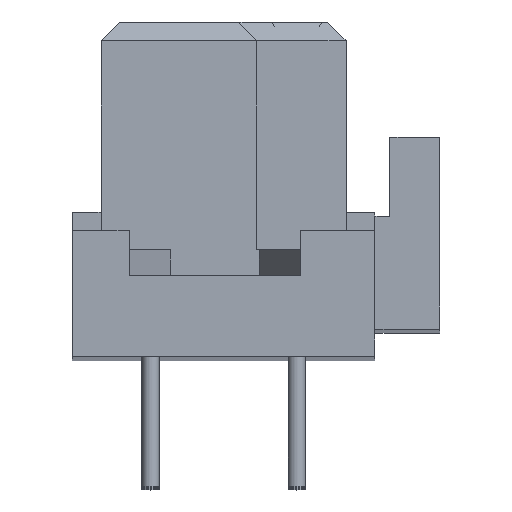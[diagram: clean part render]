
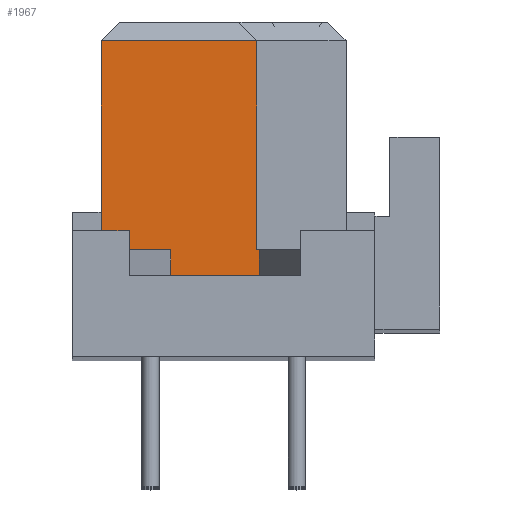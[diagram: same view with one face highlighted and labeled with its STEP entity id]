
A CAD part, top view. The second image highlights one B-rep face of the part: STEP entity #1967.
In plain terms, the highlighted planar face has unit normal (0, 0, 1).
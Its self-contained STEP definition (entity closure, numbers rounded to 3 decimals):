
#1967=ADVANCED_FACE('',(#2779),#2375,.T.);
#2375=PLANE('',#10289);
#2779=FACE_OUTER_BOUND('',#3322,.T.);
#3322=EDGE_LOOP('',(#4705,#4706,#4707,#4708,#4709,#4710,#4711,#4712));
#4705=ORIENTED_EDGE('',*,*,#7128,.T.);
#4706=ORIENTED_EDGE('',*,*,#7105,.T.);
#4707=ORIENTED_EDGE('',*,*,#7102,.T.);
#4708=ORIENTED_EDGE('',*,*,#7129,.T.);
#4709=ORIENTED_EDGE('',*,*,#7008,.T.);
#4710=ORIENTED_EDGE('',*,*,#7020,.F.);
#4711=ORIENTED_EDGE('',*,*,#7125,.F.);
#4712=ORIENTED_EDGE('',*,*,#7127,.T.);
#6110=VERTEX_POINT('',#13685);
#6111=VERTEX_POINT('',#13686);
#6117=VERTEX_POINT('',#13707);
#6178=VERTEX_POINT('',#13885);
#6179=VERTEX_POINT('',#13886);
#6180=VERTEX_POINT('',#13891);
#6188=VERTEX_POINT('',#13927);
#6189=VERTEX_POINT('',#13931);
#7008=EDGE_CURVE('',#6110,#6111,#8066,.T.);
#7020=EDGE_CURVE('',#6117,#6111,#8078,.T.);
#7102=EDGE_CURVE('',#6178,#6179,#8148,.T.);
#7105=EDGE_CURVE('',#6180,#6178,#8151,.T.);
#7125=EDGE_CURVE('',#6188,#6117,#8171,.T.);
#7127=EDGE_CURVE('',#6188,#6189,#8173,.T.);
#7128=EDGE_CURVE('',#6189,#6180,#8174,.T.);
#7129=EDGE_CURVE('',#6179,#6110,#8175,.T.);
#8066=LINE('',#13684,#9112);
#8078=LINE('',#13708,#9124);
#8148=LINE('',#13884,#9194);
#8151=LINE('',#13890,#9197);
#8171=LINE('',#13928,#9217);
#8173=LINE('',#13932,#9219);
#8174=LINE('',#13934,#9220);
#8175=LINE('',#13936,#9221);
#9112=VECTOR('',#11513,1.);
#9124=VECTOR('',#11533,1.);
#9194=VECTOR('',#11695,1.);
#9197=VECTOR('',#11700,1.);
#9217=VECTOR('',#11738,1.);
#9219=VECTOR('',#11742,1.);
#9220=VECTOR('',#11745,1.);
#9221=VECTOR('',#11748,1.);
#10289=AXIS2_PLACEMENT_3D('',#13937,#11749,#11750);
#11513=DIRECTION('',(0.,1.,0.));
#11533=DIRECTION('',(1.,0.,0.));
#11695=DIRECTION('',(0.,1.,0.));
#11700=DIRECTION('',(1.,0.,0.));
#11738=DIRECTION('',(0.,1.,0.));
#11742=DIRECTION('',(1.,0.,0.));
#11745=DIRECTION('',(0.,-1.,0.));
#11748=DIRECTION('',(-1.,0.,0.));
#11749=DIRECTION('',(0.,0.,1.));
#11750=DIRECTION('',(0.,-1.,0.));
#13684=CARTESIAN_POINT('',(6.4,3.7,89.95));
#13685=CARTESIAN_POINT('',(6.4,3.7,89.95));
#13686=CARTESIAN_POINT('',(6.4,10.95,89.95));
#13707=CARTESIAN_POINT('',(1.,10.95,89.95));
#13708=CARTESIAN_POINT('',(1.,10.95,89.95));
#13884=CARTESIAN_POINT('',(6.482,2.8,89.95));
#13885=CARTESIAN_POINT('',(6.482,2.8,89.95));
#13886=CARTESIAN_POINT('',(6.482,3.7,89.95));
#13890=CARTESIAN_POINT('',(3.418,2.8,89.95));
#13891=CARTESIAN_POINT('',(3.418,2.8,89.95));
#13927=CARTESIAN_POINT('',(1.,3.7,89.95));
#13928=CARTESIAN_POINT('',(1.,3.7,89.95));
#13931=CARTESIAN_POINT('',(3.418,3.7,89.95));
#13932=CARTESIAN_POINT('',(1.,3.7,89.95));
#13934=CARTESIAN_POINT('',(3.418,3.7,89.95));
#13936=CARTESIAN_POINT('',(6.482,3.7,89.95));
#13937=CARTESIAN_POINT('',(0.89,11.05,89.95));
